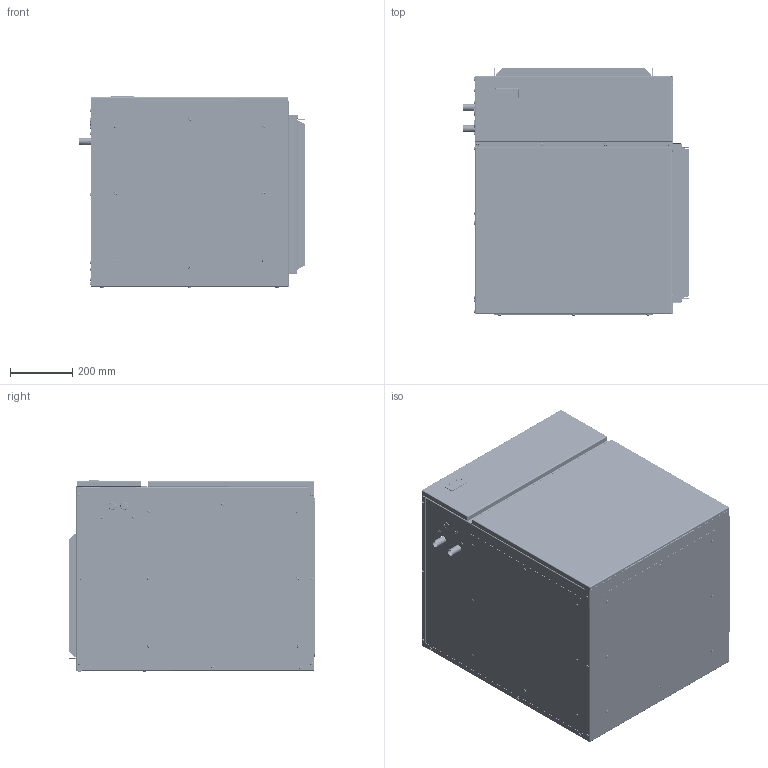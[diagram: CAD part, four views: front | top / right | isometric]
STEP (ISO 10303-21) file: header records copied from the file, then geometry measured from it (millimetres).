
FILE_DESCRIPTION (( 'STEP AP214' ), '1' );
FILE_NAME ('VENTUM 60.STEP', '2021-06-14T17:54:08', ( '' ), ( '' ), 'SwSTEP 2.0', 'SolidWorks 2021', '' );
FILE_SCHEMA (( 'AUTOMOTIVE_DESIGN' ));
Length unit declared in the file: inch
Products named in the file (1): VENTUM 60
Bounding box: 726.91 x 792.02 x 615.68 mm (x, y, z)
Volume: 8570396.2 mm3; surface area: 6415084.5 mm2
Topology: 70 solids, 70 shells, 4301 faces, 9915 edges, 5825 vertices
Faces by surface type: plane 1663, cylinder 1481, cone 1027, bspline 77, torus 53
Full cylindrical faces by diameter (mm): 3.566 x477, 3.572 x59, 3.969 x4, 4.826 x477, 5.613 x49, 9.474 x53, 12.303 x2, 19.939 x2, 20.955 x2, 22.225 x4
Entity records: 167981 total; most frequent: CARTESIAN_POINT 22625, DIRECTION 18662, ORIENTED_EDGE 15166, EDGE_CURVE 7583, AXIS2_PLACEMENT_3D 7187, EDGE_LOOP 6857, VERTEX_POINT 5690, FACE_OUTER_BOUND 5489
